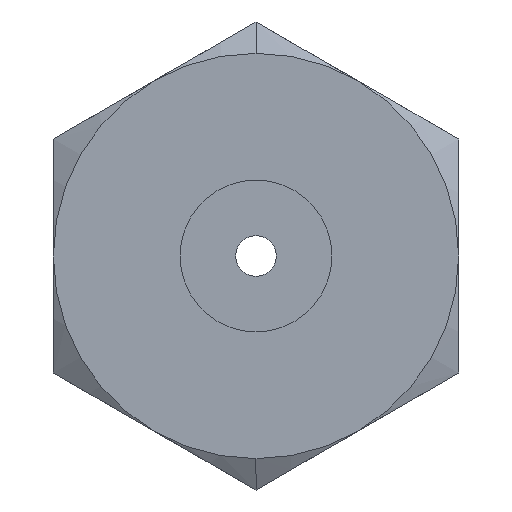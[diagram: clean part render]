
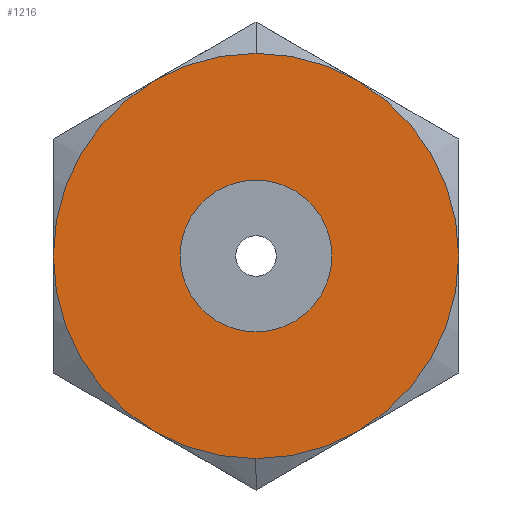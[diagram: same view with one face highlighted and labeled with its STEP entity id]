
A CAD part, left-side view. The second image highlights one B-rep face of the part: STEP entity #1216.
In plain terms, the highlighted planar face has unit normal (-1, 0, 0).
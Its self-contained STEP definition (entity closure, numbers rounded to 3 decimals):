
#183 = DIRECTION ( 'NONE',  ( 0., 0., 1. ) ) ;
#778 = DIRECTION ( 'NONE',  ( 0., 0., 1. ) ) ;
#932 = VERTEX_POINT ( 'NONE', #6272 ) ;
#1022 = DIRECTION ( 'NONE',  ( 1., 0., 0. ) ) ;
#1184 = DIRECTION ( 'NONE',  ( 0., 0., -1. ) ) ;
#1216 = ADVANCED_FACE ( 'NONE', ( #4271, #4881 ), #3412, .T. ) ;
#1380 = AXIS2_PLACEMENT_3D ( 'NONE', #5583, #1022, #3642 ) ;
#1535 = DIRECTION ( 'NONE',  ( 1., 0., 0. ) ) ;
#1659 = DIRECTION ( 'NONE',  ( 1., 0., 0. ) ) ;
#1715 = CARTESIAN_POINT ( 'NONE',  ( 0., 0., 0. ) ) ;
#1963 = CIRCLE ( 'NONE', #6788, 2.38 ) ;
#2824 = AXIS2_PLACEMENT_3D ( 'NONE', #7374, #2859, #778 ) ;
#2859 = DIRECTION ( 'NONE',  ( -1., 0., 0. ) ) ;
#2909 = VERTEX_POINT ( 'NONE', #4380 ) ;
#2954 = CARTESIAN_POINT ( 'NONE',  ( 0., 0., 0. ) ) ;
#3174 = CIRCLE ( 'NONE', #1380, 2.38 ) ;
#3389 = ORIENTED_EDGE ( 'NONE', *, *, #8160, .F. ) ;
#3412 = PLANE ( 'NONE',  #2824 ) ;
#3626 = EDGE_CURVE ( 'NONE', #932, #7541, #1963, .T. ) ;
#3642 = DIRECTION ( 'NONE',  ( 0., 0., 1. ) ) ;
#4112 = CARTESIAN_POINT ( 'NONE',  ( 0., 0., -6.35 ) ) ;
#4271 = FACE_BOUND ( 'NONE', #8299, .T. ) ;
#4319 = DIRECTION ( 'NONE',  ( 0., 0., -1. ) ) ;
#4380 = CARTESIAN_POINT ( 'NONE',  ( 0., 0., 6.35 ) ) ;
#4549 = AXIS2_PLACEMENT_3D ( 'NONE', #2954, #1659, #183 ) ;
#4558 = ORIENTED_EDGE ( 'NONE', *, *, #7751, .F. ) ;
#4881 = FACE_OUTER_BOUND ( 'NONE', #6983, .T. ) ;
#5008 = CARTESIAN_POINT ( 'NONE',  ( 0., 0., 0. ) ) ;
#5378 = CIRCLE ( 'NONE', #4549, 6.35 ) ;
#5583 = CARTESIAN_POINT ( 'NONE',  ( 0., 0., 0. ) ) ;
#5890 = ORIENTED_EDGE ( 'NONE', *, *, #3626, .T. ) ;
#6272 = CARTESIAN_POINT ( 'NONE',  ( 0., 0., -2.38 ) ) ;
#6755 = CIRCLE ( 'NONE', #7443, 6.35 ) ;
#6788 = AXIS2_PLACEMENT_3D ( 'NONE', #5008, #1535, #4319 ) ;
#6983 = EDGE_LOOP ( 'NONE', ( #3389, #4558 ) ) ;
#7131 = DIRECTION ( 'NONE',  ( 1., 0., 0. ) ) ;
#7321 = CARTESIAN_POINT ( 'NONE',  ( 0., 0., 2.38 ) ) ;
#7374 = CARTESIAN_POINT ( 'NONE',  ( 0., 0., 3.175 ) ) ;
#7443 = AXIS2_PLACEMENT_3D ( 'NONE', #1715, #7131, #1184 ) ;
#7541 = VERTEX_POINT ( 'NONE', #7321 ) ;
#7751 = EDGE_CURVE ( 'NONE', #8151, #2909, #6755, .T. ) ;
#7835 = ORIENTED_EDGE ( 'NONE', *, *, #7993, .T. ) ;
#7993 = EDGE_CURVE ( 'NONE', #7541, #932, #3174, .T. ) ;
#8151 = VERTEX_POINT ( 'NONE', #4112 ) ;
#8160 = EDGE_CURVE ( 'NONE', #2909, #8151, #5378, .T. ) ;
#8299 = EDGE_LOOP ( 'NONE', ( #5890, #7835 ) ) ;
